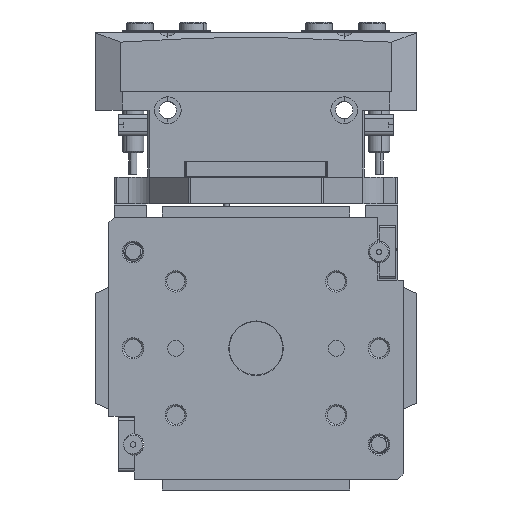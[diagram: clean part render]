
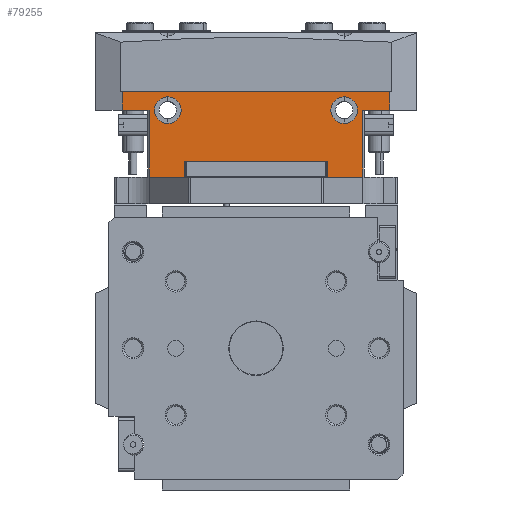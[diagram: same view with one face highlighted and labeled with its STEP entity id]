
A CAD part, front view. The second image highlights one B-rep face of the part: STEP entity #79255.
In plain terms, the highlighted face is planar.
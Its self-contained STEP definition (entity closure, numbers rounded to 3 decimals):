
#337 = DIRECTION ( 'NONE',  ( -1., 0., 0. ) ) ;
#458 = CARTESIAN_POINT ( 'NONE',  ( 33., -7.5, -25. ) ) ;
#526 = CIRCLE ( 'NONE', #22740, 5. ) ;
#676 = EDGE_CURVE ( 'NONE', #63787, #50280, #74012, .T. ) ;
#731 = LINE ( 'NONE', #15146, #64863 ) ;
#817 = AXIS2_PLACEMENT_3D ( 'NONE', #9248, #9813, #60441 ) ;
#1347 = FACE_BOUND ( 'NONE', #47505, .T. ) ;
#1822 = CARTESIAN_POINT ( 'NONE',  ( 26.65, 0., -25. ) ) ;
#2332 = CARTESIAN_POINT ( 'NONE',  ( 26.65, -32.5, -25. ) ) ;
#2717 = CARTESIAN_POINT ( 'NONE',  ( -26.65, -32.5, -25. ) ) ;
#2958 = VERTEX_POINT ( 'NONE', #76416 ) ;
#3684 = CARTESIAN_POINT ( 'NONE',  ( 50., 0., -25. ) ) ;
#3937 = EDGE_LOOP ( 'NONE', ( #35000, #13612 ) ) ;
#5016 = ORIENTED_EDGE ( 'NONE', *, *, #43390, .T. ) ;
#6795 = CARTESIAN_POINT ( 'NONE',  ( 40., -32.5, -25. ) ) ;
#6908 = DIRECTION ( 'NONE',  ( 1., 0., 0. ) ) ;
#7783 = ORIENTED_EDGE ( 'NONE', *, *, #13966, .F. ) ;
#8346 = FACE_BOUND ( 'NONE', #3937, .T. ) ;
#8695 = DIRECTION ( 'NONE',  ( 0., 0., 1. ) ) ;
#8874 = CARTESIAN_POINT ( 'NONE',  ( 40.5, -32.5, -25. ) ) ;
#9161 = EDGE_CURVE ( 'NONE', #59546, #65981, #56725, .T. ) ;
#9248 = CARTESIAN_POINT ( 'NONE',  ( -33., -7.5, -25. ) ) ;
#9813 = DIRECTION ( 'NONE',  ( 0., 0., -1. ) ) ;
#10893 = EDGE_CURVE ( 'NONE', #27570, #73299, #47559, .T. ) ;
#11379 = EDGE_CURVE ( 'NONE', #52856, #35026, #43467, .T. ) ;
#12683 = DIRECTION ( 'NONE',  ( 0., 0., -1. ) ) ;
#13035 = VERTEX_POINT ( 'NONE', #20441 ) ;
#13414 = ORIENTED_EDGE ( 'NONE', *, *, #11379, .T. ) ;
#13612 = ORIENTED_EDGE ( 'NONE', *, *, #25369, .T. ) ;
#13966 = EDGE_CURVE ( 'NONE', #2958, #80958, #29714, .T. ) ;
#14337 = DIRECTION ( 'NONE',  ( 1., 0., 0. ) ) ;
#14381 = LINE ( 'NONE', #80346, #75460 ) ;
#14783 = CARTESIAN_POINT ( 'NONE',  ( 38., -7.5, -25. ) ) ;
#15146 = CARTESIAN_POINT ( 'NONE',  ( -40., -7.5, -25. ) ) ;
#15567 = LINE ( 'NONE', #73456, #33517 ) ;
#15783 = ORIENTED_EDGE ( 'NONE', *, *, #10893, .T. ) ;
#16506 = ORIENTED_EDGE ( 'NONE', *, *, #9161, .F. ) ;
#17657 = LINE ( 'NONE', #45319, #20651 ) ;
#17918 = DIRECTION ( 'NONE',  ( 1., 0., 0. ) ) ;
#18305 = LINE ( 'NONE', #30755, #27315 ) ;
#20441 = CARTESIAN_POINT ( 'NONE',  ( -40., -32.5, -25. ) ) ;
#20651 = VECTOR ( 'NONE', #33794, 1000. ) ;
#21597 = DIRECTION ( 'NONE',  ( 0., 0., -1. ) ) ;
#22031 = CARTESIAN_POINT ( 'NONE',  ( 50., -0.5, -25. ) ) ;
#22529 = VECTOR ( 'NONE', #54676, 1000. ) ;
#22740 = AXIS2_PLACEMENT_3D ( 'NONE', #77604, #8695, #14337 ) ;
#22956 = VERTEX_POINT ( 'NONE', #39938 ) ;
#25074 = EDGE_CURVE ( 'NONE', #80025, #22956, #15567, .T. ) ;
#25369 = EDGE_CURVE ( 'NONE', #80132, #58402, #526, .T. ) ;
#25602 = EDGE_CURVE ( 'NONE', #50280, #63787, #68564, .T. ) ;
#26113 = VECTOR ( 'NONE', #52642, 1000. ) ;
#27315 = VECTOR ( 'NONE', #17918, 1000. ) ;
#27570 = VERTEX_POINT ( 'NONE', #43520 ) ;
#27838 = EDGE_LOOP ( 'NONE', ( #28544, #15783, #64537, #16506, #5016, #73887, #82336, #46980, #82926, #7783, #66385, #13414 ) ) ;
#27982 = DIRECTION ( 'NONE',  ( -1., 0., 0. ) ) ;
#28091 = DIRECTION ( 'NONE',  ( 0., 1., 0. ) ) ;
#28544 = ORIENTED_EDGE ( 'NONE', *, *, #30839, .F. ) ;
#29140 = DIRECTION ( 'NONE',  ( 0., -1., 0. ) ) ;
#29714 = LINE ( 'NONE', #79929, #58822 ) ;
#29980 = AXIS2_PLACEMENT_3D ( 'NONE', #46742, #21597, #27982 ) ;
#30755 = CARTESIAN_POINT ( 'NONE',  ( -40.5, -7.5, -25. ) ) ;
#30839 = EDGE_CURVE ( 'NONE', #27570, #35026, #30926, .T. ) ;
#30926 = LINE ( 'NONE', #59167, #31990 ) ;
#31846 = CARTESIAN_POINT ( 'NONE',  ( -28., -7.5, -25. ) ) ;
#31990 = VECTOR ( 'NONE', #46849, 1000. ) ;
#32226 = CARTESIAN_POINT ( 'NONE',  ( 0., 0., -25. ) ) ;
#32778 = CARTESIAN_POINT ( 'NONE',  ( 0., -26.5, -25. ) ) ;
#33238 = CARTESIAN_POINT ( 'NONE',  ( 28., -7.5, -25. ) ) ;
#33517 = VECTOR ( 'NONE', #28091, 1000. ) ;
#33794 = DIRECTION ( 'NONE',  ( 1., 0., 0. ) ) ;
#35000 = ORIENTED_EDGE ( 'NONE', *, *, #38991, .T. ) ;
#35026 = VERTEX_POINT ( 'NONE', #78439 ) ;
#35507 = EDGE_CURVE ( 'NONE', #80958, #48129, #18305, .T. ) ;
#38508 = CARTESIAN_POINT ( 'NONE',  ( 26.65, -26.5, -25. ) ) ;
#38991 = EDGE_CURVE ( 'NONE', #58402, #80132, #49000, .T. ) ;
#39938 = CARTESIAN_POINT ( 'NONE',  ( -26.65, -26.5, -25. ) ) ;
#40519 = AXIS2_PLACEMENT_3D ( 'NONE', #458, #45251, #6908 ) ;
#42713 = AXIS2_PLACEMENT_3D ( 'NONE', #32226, #12683, #337 ) ;
#43390 = EDGE_CURVE ( 'NONE', #59546, #22956, #46093, .T. ) ;
#43467 = LINE ( 'NONE', #3684, #47471 ) ;
#43520 = CARTESIAN_POINT ( 'NONE',  ( 40., -7.5, -25. ) ) ;
#45251 = DIRECTION ( 'NONE',  ( 0., 0., 1. ) ) ;
#45319 = CARTESIAN_POINT ( 'NONE',  ( 40.5, -32.5, -25. ) ) ;
#46093 = LINE ( 'NONE', #32778, #26113 ) ;
#46742 = CARTESIAN_POINT ( 'NONE',  ( -33., -7.5, -25. ) ) ;
#46849 = DIRECTION ( 'NONE',  ( 1., 0., 0. ) ) ;
#46980 = ORIENTED_EDGE ( 'NONE', *, *, #71956, .T. ) ;
#47025 = EDGE_CURVE ( 'NONE', #65981, #73299, #17657, .T. ) ;
#47157 = DIRECTION ( 'NONE',  ( 0., -1., 0. ) ) ;
#47471 = VECTOR ( 'NONE', #29140, 1000. ) ;
#47505 = EDGE_LOOP ( 'NONE', ( #68220, #80647 ) ) ;
#47559 = LINE ( 'NONE', #66471, #22529 ) ;
#47576 = DIRECTION ( 'NONE',  ( 0., 1., 0. ) ) ;
#47722 = VECTOR ( 'NONE', #47157, 1000. ) ;
#48129 = VERTEX_POINT ( 'NONE', #76003 ) ;
#49000 = CIRCLE ( 'NONE', #40519, 5. ) ;
#50280 = VERTEX_POINT ( 'NONE', #63612 ) ;
#52642 = DIRECTION ( 'NONE',  ( -1., 0., 0. ) ) ;
#52856 = VERTEX_POINT ( 'NONE', #22031 ) ;
#53445 = CARTESIAN_POINT ( 'NONE',  ( -50., -7.5, -25. ) ) ;
#54676 = DIRECTION ( 'NONE',  ( 0., -1., 0. ) ) ;
#55137 = EDGE_CURVE ( 'NONE', #52856, #2958, #14381, .T. ) ;
#56725 = LINE ( 'NONE', #1822, #47722 ) ;
#58402 = VERTEX_POINT ( 'NONE', #33238 ) ;
#58470 = FACE_OUTER_BOUND ( 'NONE', #27838, .T. ) ;
#58822 = VECTOR ( 'NONE', #67608, 1000. ) ;
#59167 = CARTESIAN_POINT ( 'NONE',  ( 60., -7.5, -25. ) ) ;
#59270 = EDGE_CURVE ( 'NONE', #13035, #80025, #61194, .T. ) ;
#59546 = VERTEX_POINT ( 'NONE', #38508 ) ;
#60441 = DIRECTION ( 'NONE',  ( -1., 0., 0. ) ) ;
#61194 = LINE ( 'NONE', #8874, #69259 ) ;
#63612 = CARTESIAN_POINT ( 'NONE',  ( -38., -7.5, -25. ) ) ;
#63787 = VERTEX_POINT ( 'NONE', #31846 ) ;
#64537 = ORIENTED_EDGE ( 'NONE', *, *, #47025, .F. ) ;
#64863 = VECTOR ( 'NONE', #47576, 1000. ) ;
#65981 = VERTEX_POINT ( 'NONE', #2332 ) ;
#66385 = ORIENTED_EDGE ( 'NONE', *, *, #55137, .F. ) ;
#66471 = CARTESIAN_POINT ( 'NONE',  ( 40., -32.5, -25. ) ) ;
#67608 = DIRECTION ( 'NONE',  ( 0., -1., 0. ) ) ;
#68220 = ORIENTED_EDGE ( 'NONE', *, *, #25602, .F. ) ;
#68564 = CIRCLE ( 'NONE', #817, 5. ) ;
#69259 = VECTOR ( 'NONE', #78046, 1000. ) ;
#71956 = EDGE_CURVE ( 'NONE', #13035, #48129, #731, .T. ) ;
#73299 = VERTEX_POINT ( 'NONE', #6795 ) ;
#73456 = CARTESIAN_POINT ( 'NONE',  ( -26.65, 0., -25. ) ) ;
#73887 = ORIENTED_EDGE ( 'NONE', *, *, #25074, .F. ) ;
#74012 = CIRCLE ( 'NONE', #29980, 5. ) ;
#75460 = VECTOR ( 'NONE', #80628, 1000. ) ;
#76003 = CARTESIAN_POINT ( 'NONE',  ( -40., -7.5, -25. ) ) ;
#76416 = CARTESIAN_POINT ( 'NONE',  ( -50., -0.5, -25. ) ) ;
#77325 = PLANE ( 'NONE',  #42713 ) ;
#77604 = CARTESIAN_POINT ( 'NONE',  ( 33., -7.5, -25. ) ) ;
#78046 = DIRECTION ( 'NONE',  ( 1., 0., 0. ) ) ;
#78439 = CARTESIAN_POINT ( 'NONE',  ( 50., -7.5, -25. ) ) ;
#79255 = ADVANCED_FACE ( 'NONE', ( #58470, #1347, #8346 ), #77325, .T. ) ;
#79929 = CARTESIAN_POINT ( 'NONE',  ( -50., 0., -25. ) ) ;
#80025 = VERTEX_POINT ( 'NONE', #2717 ) ;
#80132 = VERTEX_POINT ( 'NONE', #14783 ) ;
#80346 = CARTESIAN_POINT ( 'NONE',  ( 64.799, -0.5, -25. ) ) ;
#80628 = DIRECTION ( 'NONE',  ( -1., 0., 0. ) ) ;
#80647 = ORIENTED_EDGE ( 'NONE', *, *, #676, .F. ) ;
#80958 = VERTEX_POINT ( 'NONE', #53445 ) ;
#82336 = ORIENTED_EDGE ( 'NONE', *, *, #59270, .F. ) ;
#82926 = ORIENTED_EDGE ( 'NONE', *, *, #35507, .F. ) ;
